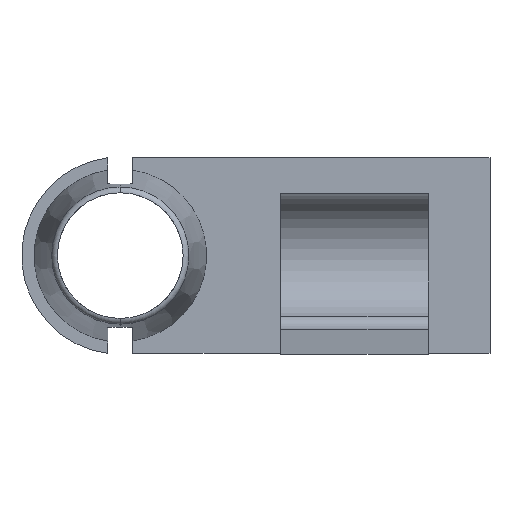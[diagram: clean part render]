
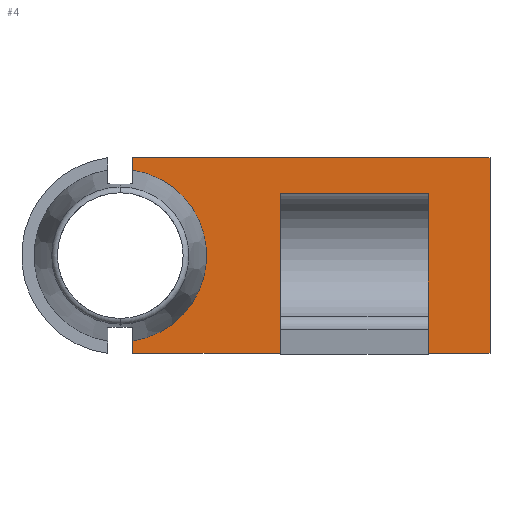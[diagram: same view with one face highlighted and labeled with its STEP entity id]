
A CAD part, front view. The second image highlights one B-rep face of the part: STEP entity #4.
In plain terms, the highlighted planar face has unit normal (0, -1, 0).
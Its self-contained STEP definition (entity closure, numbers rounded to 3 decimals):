
#4 = ADVANCED_FACE ( 'NONE', ( #738 ), #578, .F. ) ;
#10 = EDGE_CURVE ( 'NONE', #1934, #1932, #220, .T. ) ;
#35 = EDGE_CURVE ( 'NONE', #1919, #365, #297, .T. ) ;
#58 = EDGE_CURVE ( 'NONE', #365, #1269, #987, .T. ) ;
#76 = EDGE_CURVE ( 'NONE', #1918, #1936, #1059, .T. ) ;
#78 = EDGE_CURVE ( 'NONE', #1936, #1930, #1065, .T. ) ;
#100 = EDGE_CURVE ( 'NONE', #1935, #1930, #443, .T. ) ;
#166 = EDGE_CURVE ( 'NONE', #1919, #1917, #1727, .T. ) ;
#168 = EDGE_CURVE ( 'NONE', #1935, #1917, #1733, .T. ) ;
#170 = EDGE_CURVE ( 'NONE', #1269, #1932, #1739, .T. ) ;
#184 = EDGE_CURVE ( 'NONE', #1918, #1934, #1783, .T. ) ;
#220 = LINE ( 'NONE', #221, #1485 ) ;
#221 = CARTESIAN_POINT ( 'NONE',  ( 30., -2.5, -7.937 ) ) ;
#222 = DIRECTION ( 'NONE',  ( -1., 0., 0. ) ) ;
#297 = LINE ( 'NONE', #298, #1467 ) ;
#298 = CARTESIAN_POINT ( 'NONE',  ( 13., -2.5, 7.937 ) ) ;
#299 = DIRECTION ( 'NONE',  ( 0., 0., 1. ) ) ;
#365 = VERTEX_POINT ( 'NONE', #1882 ) ;
#443 = CIRCLE ( 'NONE', #1493, 6. ) ;
#452 = ORIENTED_EDGE ( 'NONE', *, *, #10, .F. ) ;
#453 = ORIENTED_EDGE ( 'NONE', *, *, #170, .T. ) ;
#454 = ORIENTED_EDGE ( 'NONE', *, *, #184, .F. ) ;
#455 = ORIENTED_EDGE ( 'NONE', *, *, #78, .T. ) ;
#456 = ORIENTED_EDGE ( 'NONE', *, *, #76, .T. ) ;
#457 = ORIENTED_EDGE ( 'NONE', *, *, #168, .T. ) ;
#458 = ORIENTED_EDGE ( 'NONE', *, *, #100, .F. ) ;
#459 = ORIENTED_EDGE ( 'NONE', *, *, #166, .F. ) ;
#461 = ORIENTED_EDGE ( 'NONE', *, *, #35, .T. ) ;
#578 = PLANE ( 'NONE',  #736 ) ;
#579 = CARTESIAN_POINT ( 'NONE',  ( 30., -2.5, 7.937 ) ) ;
#580 = DIRECTION ( 'NONE',  ( 0., 1., 0. ) ) ;
#581 = DIRECTION ( 'NONE',  ( 0., 0., 1. ) ) ;
#618 = CARTESIAN_POINT ( 'NONE',  ( 25., -2.5, 5.037 ) ) ;
#660 = CARTESIAN_POINT ( 'NONE',  ( 1., -2.5, -7.937 ) ) ;
#661 = CARTESIAN_POINT ( 'NONE',  ( 30., -2.5, 7.937 ) ) ;
#662 = CARTESIAN_POINT ( 'NONE',  ( 13., -2.5, -7.937 ) ) ;
#673 = CARTESIAN_POINT ( 'NONE',  ( 1., -2.5, 5.916 ) ) ;
#675 = CARTESIAN_POINT ( 'NONE',  ( 25., -2.5, -7.937 ) ) ;
#677 = CARTESIAN_POINT ( 'NONE',  ( 30., -2.5, -7.937 ) ) ;
#678 = CARTESIAN_POINT ( 'NONE',  ( 1., -2.5, -5.916 ) ) ;
#679 = CARTESIAN_POINT ( 'NONE',  ( 1., -2.5, 7.937 ) ) ;
#736 = AXIS2_PLACEMENT_3D ( 'NONE', #579, #580, #581 ) ;
#738 = FACE_OUTER_BOUND ( 'NONE', #843, .T. ) ;
#843 = EDGE_LOOP ( 'NONE', ( #890, #453, #452, #454, #456, #455, #458, #457, #459, #461 ) ) ;
#890 = ORIENTED_EDGE ( 'NONE', *, *, #58, .T. ) ;
#934 = VECTOR ( 'NONE', #1729, 1000. ) ;
#937 = VECTOR ( 'NONE', #1735, 1000. ) ;
#939 = VECTOR ( 'NONE', #1741, 1000. ) ;
#960 = VECTOR ( 'NONE', #1785, 1000. ) ;
#987 = LINE ( 'NONE', #988, #1555 ) ;
#988 = CARTESIAN_POINT ( 'NONE',  ( 30., -2.5, 5.037 ) ) ;
#989 = DIRECTION ( 'NONE',  ( 1., 0., 0. ) ) ;
#1059 = LINE ( 'NONE', #1060, #1509 ) ;
#1060 = CARTESIAN_POINT ( 'NONE',  ( 30., -2.5, 7.937 ) ) ;
#1061 = DIRECTION ( 'NONE',  ( -1., 0., 0. ) ) ;
#1065 = LINE ( 'NONE', #1066, #1512 ) ;
#1066 = CARTESIAN_POINT ( 'NONE',  ( 1., -2.5, 7.937 ) ) ;
#1067 = DIRECTION ( 'NONE',  ( 0., 0., -1. ) ) ;
#1145 = CARTESIAN_POINT ( 'NONE',  ( 0., -2.5, 0. ) ) ;
#1146 = DIRECTION ( 'NONE',  ( 0., -1., 0. ) ) ;
#1147 = DIRECTION ( 'NONE',  ( 0., 0., -1. ) ) ;
#1269 = VERTEX_POINT ( 'NONE', #618 ) ;
#1467 = VECTOR ( 'NONE', #299, 1000. ) ;
#1485 = VECTOR ( 'NONE', #222, 1000. ) ;
#1493 = AXIS2_PLACEMENT_3D ( 'NONE', #1145, #1146, #1147 ) ;
#1509 = VECTOR ( 'NONE', #1061, 1000. ) ;
#1512 = VECTOR ( 'NONE', #1067, 1000. ) ;
#1555 = VECTOR ( 'NONE', #989, 1000. ) ;
#1727 = LINE ( 'NONE', #1728, #934 ) ;
#1728 = CARTESIAN_POINT ( 'NONE',  ( 30., -2.5, -7.937 ) ) ;
#1729 = DIRECTION ( 'NONE',  ( -1., 0., 0. ) ) ;
#1733 = LINE ( 'NONE', #1734, #937 ) ;
#1734 = CARTESIAN_POINT ( 'NONE',  ( 1., -2.5, 7.937 ) ) ;
#1735 = DIRECTION ( 'NONE',  ( 0., 0., -1. ) ) ;
#1739 = LINE ( 'NONE', #1740, #939 ) ;
#1740 = CARTESIAN_POINT ( 'NONE',  ( 25., -2.5, 7.937 ) ) ;
#1741 = DIRECTION ( 'NONE',  ( 0., 0., -1. ) ) ;
#1783 = LINE ( 'NONE', #1784, #960 ) ;
#1784 = CARTESIAN_POINT ( 'NONE',  ( 30., -2.5, 7.937 ) ) ;
#1785 = DIRECTION ( 'NONE',  ( 0., 0., -1. ) ) ;
#1882 = CARTESIAN_POINT ( 'NONE',  ( 13., -2.5, 5.037 ) ) ;
#1917 = VERTEX_POINT ( 'NONE', #660 ) ;
#1918 = VERTEX_POINT ( 'NONE', #661 ) ;
#1919 = VERTEX_POINT ( 'NONE', #662 ) ;
#1930 = VERTEX_POINT ( 'NONE', #673 ) ;
#1932 = VERTEX_POINT ( 'NONE', #675 ) ;
#1934 = VERTEX_POINT ( 'NONE', #677 ) ;
#1935 = VERTEX_POINT ( 'NONE', #678 ) ;
#1936 = VERTEX_POINT ( 'NONE', #679 ) ;
